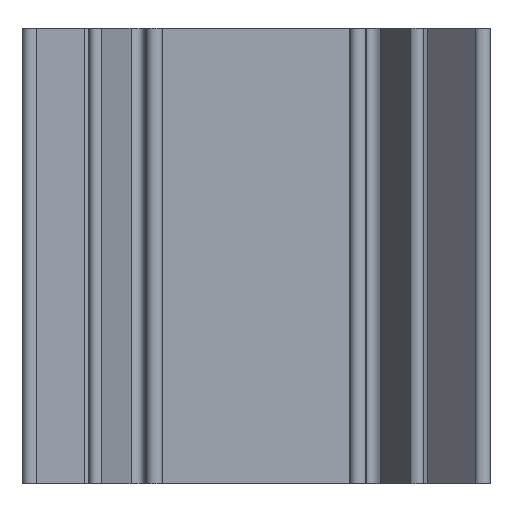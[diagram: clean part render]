
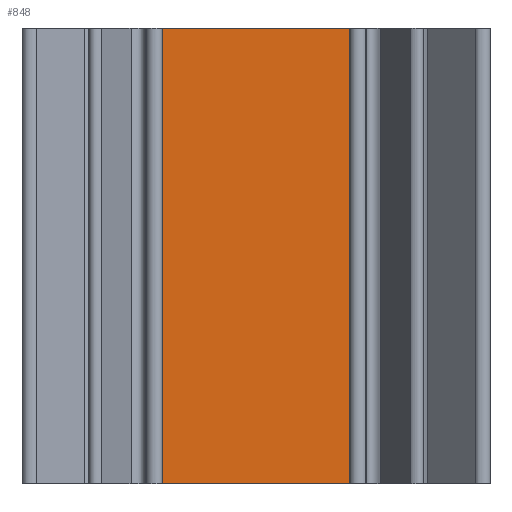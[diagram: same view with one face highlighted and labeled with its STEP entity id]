
A CAD part, front view. The second image highlights one B-rep face of the part: STEP entity #848.
In plain terms, the highlighted planar face has unit normal (0, -1, 0).
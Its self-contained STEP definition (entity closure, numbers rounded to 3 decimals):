
#18 = LINE ( 'NONE', #2079, #991 ) ;
#62 = CARTESIAN_POINT ( 'NONE',  ( 88.015, 37.192, 40. ) ) ;
#65 = ORIENTED_EDGE ( 'NONE', *, *, #180, .F. ) ;
#94 = CARTESIAN_POINT ( 'NONE',  ( 88.015, 37.192, 0. ) ) ;
#180 = EDGE_CURVE ( 'NONE', #2490, #2360, #788, .T. ) ;
#281 = CARTESIAN_POINT ( 'NONE',  ( 88.015, 37.192, 40. ) ) ;
#448 = FACE_OUTER_BOUND ( 'NONE', #2347, .T. ) ;
#508 = EDGE_CURVE ( 'NONE', #2314, #2360, #2157, .T. ) ;
#513 = DIRECTION ( 'NONE',  ( 0., 1., 0. ) ) ;
#551 = DIRECTION ( 'NONE',  ( 0., 0., -1. ) ) ;
#564 = CARTESIAN_POINT ( 'NONE',  ( 88.015, 37.192, 40. ) ) ;
#625 = CARTESIAN_POINT ( 'NONE',  ( 104.508, 37.192, 0. ) ) ;
#657 = LINE ( 'NONE', #564, #1619 ) ;
#788 = LINE ( 'NONE', #1666, #1299 ) ;
#848 = ADVANCED_FACE ( 'NONE', ( #448 ), #1635, .F. ) ;
#991 = VECTOR ( 'NONE', #551, 1000. ) ;
#1141 = DIRECTION ( 'NONE',  ( 1., 0., 0. ) ) ;
#1206 = VECTOR ( 'NONE', #2108, 1000. ) ;
#1277 = DIRECTION ( 'NONE',  ( 0., 0., 1. ) ) ;
#1299 = VECTOR ( 'NONE', #2324, 1000. ) ;
#1495 = EDGE_CURVE ( 'NONE', #2402, #2490, #657, .T. ) ;
#1606 = ORIENTED_EDGE ( 'NONE', *, *, #508, .T. ) ;
#1615 = EDGE_CURVE ( 'NONE', #2402, #2314, #18, .T. ) ;
#1619 = VECTOR ( 'NONE', #1141, 1000. ) ;
#1635 = PLANE ( 'NONE',  #1971 ) ;
#1662 = ORIENTED_EDGE ( 'NONE', *, *, #1495, .F. ) ;
#1666 = CARTESIAN_POINT ( 'NONE',  ( 104.508, 37.192, 40. ) ) ;
#1938 = CARTESIAN_POINT ( 'NONE',  ( 88.015, 37.192, 0. ) ) ;
#1971 = AXIS2_PLACEMENT_3D ( 'NONE', #281, #513, #1277 ) ;
#2000 = ORIENTED_EDGE ( 'NONE', *, *, #1615, .T. ) ;
#2079 = CARTESIAN_POINT ( 'NONE',  ( 88.015, 37.192, 40. ) ) ;
#2108 = DIRECTION ( 'NONE',  ( 1., 0., 0. ) ) ;
#2157 = LINE ( 'NONE', #94, #1206 ) ;
#2314 = VERTEX_POINT ( 'NONE', #1938 ) ;
#2324 = DIRECTION ( 'NONE',  ( 0., 0., -1. ) ) ;
#2338 = CARTESIAN_POINT ( 'NONE',  ( 104.508, 37.192, 40. ) ) ;
#2347 = EDGE_LOOP ( 'NONE', ( #1606, #65, #1662, #2000 ) ) ;
#2360 = VERTEX_POINT ( 'NONE', #625 ) ;
#2402 = VERTEX_POINT ( 'NONE', #62 ) ;
#2490 = VERTEX_POINT ( 'NONE', #2338 ) ;
